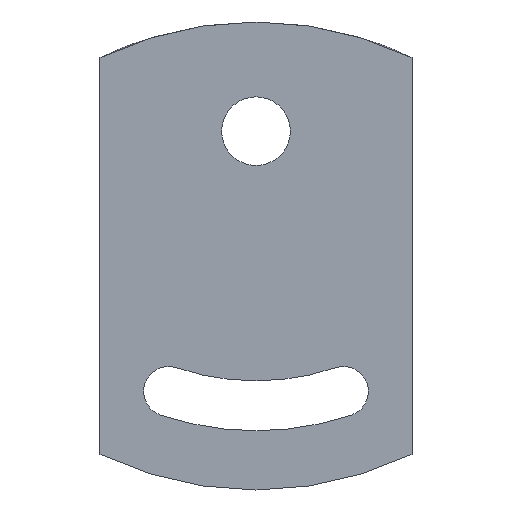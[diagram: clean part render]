
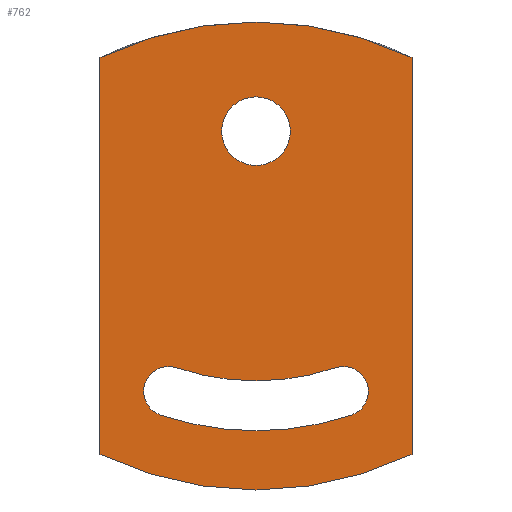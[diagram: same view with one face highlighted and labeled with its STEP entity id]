
A CAD part, front view. The second image highlights one B-rep face of the part: STEP entity #762.
In plain terms, the highlighted planar face has unit normal (0, -1, 0).
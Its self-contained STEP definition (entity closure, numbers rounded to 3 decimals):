
#15 = CARTESIAN_POINT ( 'NONE',  ( 0., 0., -80. ) ) ;
#19 = CARTESIAN_POINT ( 'NONE',  ( 25.455, 0., -75.842 ) ) ;
#30 = DIRECTION ( 'NONE',  ( 0., 0., 1. ) ) ;
#36 = ORIENTED_EDGE ( 'NONE', *, *, #811, .T. ) ;
#38 = CARTESIAN_POINT ( 'NONE',  ( 0., 0., 0. ) ) ;
#53 = VERTEX_POINT ( 'NONE', #777 ) ;
#61 = PLANE ( 'NONE',  #502 ) ;
#65 = DIRECTION ( 'NONE',  ( 0., 0., 1. ) ) ;
#76 = CIRCLE ( 'NONE', #613, 96. ) ;
#96 = ORIENTED_EDGE ( 'NONE', *, *, #934, .T. ) ;
#122 = DIRECTION ( 'NONE',  ( 0., 0., 1. ) ) ;
#134 = AXIS2_PLACEMENT_3D ( 'NONE', #923, #260, #775 ) ;
#137 = CARTESIAN_POINT ( 'NONE',  ( -30.545, 0., -91.011 ) ) ;
#144 = DIRECTION ( 'NONE',  ( 0., 0., 1. ) ) ;
#153 = AXIS2_PLACEMENT_3D ( 'NONE', #182, #473, #748 ) ;
#154 = EDGE_CURVE ( 'NONE', #228, #334, #405, .T. ) ;
#163 = DIRECTION ( 'NONE',  ( 0., -1., 0. ) ) ;
#164 = EDGE_CURVE ( 'NONE', #53, #213, #420, .T. ) ;
#182 = CARTESIAN_POINT ( 'NONE',  ( 28., 0., -83.427 ) ) ;
#190 = CIRCLE ( 'NONE', #729, 8. ) ;
#191 = CARTESIAN_POINT ( 'NONE',  ( 0., 0., -80. ) ) ;
#196 = DIRECTION ( 'NONE',  ( 0., 0., 1. ) ) ;
#211 = DIRECTION ( 'NONE',  ( 0., 1., 0. ) ) ;
#213 = VERTEX_POINT ( 'NONE', #600 ) ;
#218 = DIRECTION ( 'NONE',  ( 0., 0., 1. ) ) ;
#220 = DIRECTION ( 'NONE',  ( 0., 1., 0. ) ) ;
#221 = AXIS2_PLACEMENT_3D ( 'NONE', #580, #347, #289 ) ;
#228 = VERTEX_POINT ( 'NONE', #15 ) ;
#238 = VERTEX_POINT ( 'NONE', #19 ) ;
#253 = CIRCLE ( 'NONE', #383, 11. ) ;
#254 = ORIENTED_EDGE ( 'NONE', *, *, #154, .F. ) ;
#259 = DIRECTION ( 'NONE',  ( 0., -1., 0. ) ) ;
#260 = DIRECTION ( 'NONE',  ( 0., 1., 0. ) ) ;
#272 = DIRECTION ( 'NONE',  ( 0., 1., 0. ) ) ;
#276 = FACE_BOUND ( 'NONE', #407, .T. ) ;
#284 = CIRCLE ( 'NONE', #595, 115. ) ;
#289 = DIRECTION ( 'NONE',  ( 0., 0., 1. ) ) ;
#290 = CARTESIAN_POINT ( 'NONE',  ( 50., 0., 0. ) ) ;
#299 = EDGE_CURVE ( 'NONE', #213, #821, #878, .T. ) ;
#311 = VECTOR ( 'NONE', #218, 1000. ) ;
#324 = ORIENTED_EDGE ( 'NONE', *, *, #603, .T. ) ;
#334 = VERTEX_POINT ( 'NONE', #495 ) ;
#346 = EDGE_LOOP ( 'NONE', ( #753, #36, #848, #96, #926 ) ) ;
#347 = DIRECTION ( 'NONE',  ( 0., 1., 0. ) ) ;
#363 = EDGE_CURVE ( 'NONE', #238, #228, #543, .T. ) ;
#369 = CARTESIAN_POINT ( 'NONE',  ( 30.545, 0., -91.011 ) ) ;
#373 = CARTESIAN_POINT ( 'NONE',  ( 0., 0., 0. ) ) ;
#383 = AXIS2_PLACEMENT_3D ( 'NONE', #409, #922, #196 ) ;
#401 = ORIENTED_EDGE ( 'NONE', *, *, #721, .T. ) ;
#405 = CIRCLE ( 'NONE', #221, 80. ) ;
#407 = EDGE_LOOP ( 'NONE', ( #324, #254, #660, #742, #702, #875 ) ) ;
#409 = CARTESIAN_POINT ( 'NONE',  ( 0., 0., 0. ) ) ;
#420 = LINE ( 'NONE', #872, #311 ) ;
#443 = CARTESIAN_POINT ( 'NONE',  ( 0., 0., 0. ) ) ;
#455 = AXIS2_PLACEMENT_3D ( 'NONE', #577, #220, #144 ) ;
#469 = EDGE_CURVE ( 'NONE', #676, #541, #833, .T. ) ;
#473 = DIRECTION ( 'NONE',  ( 0., 1., 0. ) ) ;
#478 = CARTESIAN_POINT ( 'NONE',  ( 0., 0., -96. ) ) ;
#495 = CARTESIAN_POINT ( 'NONE',  ( -25.455, 0., -75.842 ) ) ;
#498 = AXIS2_PLACEMENT_3D ( 'NONE', #191, #272, #122 ) ;
#502 = AXIS2_PLACEMENT_3D ( 'NONE', #788, #568, #859 ) ;
#521 = DIRECTION ( 'NONE',  ( 0., 0., 1. ) ) ;
#531 = DIRECTION ( 'NONE',  ( 0., 1., 0. ) ) ;
#534 = AXIS2_PLACEMENT_3D ( 'NONE', #443, #163, #521 ) ;
#539 = CARTESIAN_POINT ( 'NONE',  ( 0., 0., -11. ) ) ;
#541 = VERTEX_POINT ( 'NONE', #539 ) ;
#543 = CIRCLE ( 'NONE', #134, 80. ) ;
#552 = DIRECTION ( 'NONE',  ( 0., 0., 1. ) ) ;
#559 = CIRCLE ( 'NONE', #153, 8. ) ;
#568 = DIRECTION ( 'NONE',  ( 0., 1., 0. ) ) ;
#577 = CARTESIAN_POINT ( 'NONE',  ( 0., 0., 0. ) ) ;
#580 = CARTESIAN_POINT ( 'NONE',  ( 0., 0., 0. ) ) ;
#590 = CARTESIAN_POINT ( 'NONE',  ( 0., 0., -115. ) ) ;
#595 = AXIS2_PLACEMENT_3D ( 'NONE', #918, #259, #552 ) ;
#600 = CARTESIAN_POINT ( 'NONE',  ( -50., 0., 23.562 ) ) ;
#603 = EDGE_CURVE ( 'NONE', #747, #334, #190, .T. ) ;
#613 = AXIS2_PLACEMENT_3D ( 'NONE', #373, #211, #719 ) ;
#622 = DIRECTION ( 'NONE',  ( 0., 1., 0. ) ) ;
#634 = FACE_OUTER_BOUND ( 'NONE', #346, .T. ) ;
#643 = EDGE_CURVE ( 'NONE', #757, #747, #657, .T. ) ;
#644 = VERTEX_POINT ( 'NONE', #837 ) ;
#650 = EDGE_CURVE ( 'NONE', #238, #917, #559, .T. ) ;
#657 = CIRCLE ( 'NONE', #767, 96. ) ;
#660 = ORIENTED_EDGE ( 'NONE', *, *, #363, .F. ) ;
#663 = LINE ( 'NONE', #290, #834 ) ;
#676 = VERTEX_POINT ( 'NONE', #710 ) ;
#702 = ORIENTED_EDGE ( 'NONE', *, *, #845, .T. ) ;
#710 = CARTESIAN_POINT ( 'NONE',  ( 0., 0., 11. ) ) ;
#719 = DIRECTION ( 'NONE',  ( 0., 0., 1. ) ) ;
#721 = EDGE_CURVE ( 'NONE', #541, #676, #253, .T. ) ;
#726 = ORIENTED_EDGE ( 'NONE', *, *, #469, .T. ) ;
#729 = AXIS2_PLACEMENT_3D ( 'NONE', #823, #531, #760 ) ;
#735 = CARTESIAN_POINT ( 'NONE',  ( 50., 0., 23.562 ) ) ;
#742 = ORIENTED_EDGE ( 'NONE', *, *, #650, .T. ) ;
#747 = VERTEX_POINT ( 'NONE', #137 ) ;
#748 = DIRECTION ( 'NONE',  ( 0., 0., 1. ) ) ;
#753 = ORIENTED_EDGE ( 'NONE', *, *, #164, .F. ) ;
#757 = VERTEX_POINT ( 'NONE', #478 ) ;
#760 = DIRECTION ( 'NONE',  ( 0., 0., 1. ) ) ;
#762 = ADVANCED_FACE ( 'NONE', ( #634, #276, #779 ), #61, .F. ) ;
#767 = AXIS2_PLACEMENT_3D ( 'NONE', #38, #622, #30 ) ;
#768 = CIRCLE ( 'NONE', #534, 115. ) ;
#775 = DIRECTION ( 'NONE',  ( 0., 0., 1. ) ) ;
#777 = CARTESIAN_POINT ( 'NONE',  ( -50., 0., -103.562 ) ) ;
#779 = FACE_BOUND ( 'NONE', #828, .T. ) ;
#788 = CARTESIAN_POINT ( 'NONE',  ( 0., 0., 0. ) ) ;
#811 = EDGE_CURVE ( 'NONE', #53, #815, #284, .T. ) ;
#815 = VERTEX_POINT ( 'NONE', #590 ) ;
#819 = EDGE_CURVE ( 'NONE', #815, #644, #768, .T. ) ;
#821 = VERTEX_POINT ( 'NONE', #735 ) ;
#823 = CARTESIAN_POINT ( 'NONE',  ( -28., 0., -83.427 ) ) ;
#828 = EDGE_LOOP ( 'NONE', ( #401, #726 ) ) ;
#833 = CIRCLE ( 'NONE', #455, 11. ) ;
#834 = VECTOR ( 'NONE', #65, 1000. ) ;
#837 = CARTESIAN_POINT ( 'NONE',  ( 50., 0., -103.562 ) ) ;
#845 = EDGE_CURVE ( 'NONE', #917, #757, #76, .T. ) ;
#848 = ORIENTED_EDGE ( 'NONE', *, *, #819, .T. ) ;
#859 = DIRECTION ( 'NONE',  ( 0., 0., 1. ) ) ;
#872 = CARTESIAN_POINT ( 'NONE',  ( -50., 0., 0. ) ) ;
#875 = ORIENTED_EDGE ( 'NONE', *, *, #643, .T. ) ;
#878 = CIRCLE ( 'NONE', #498, 115. ) ;
#917 = VERTEX_POINT ( 'NONE', #369 ) ;
#918 = CARTESIAN_POINT ( 'NONE',  ( 0., 0., 0. ) ) ;
#922 = DIRECTION ( 'NONE',  ( 0., 1., 0. ) ) ;
#923 = CARTESIAN_POINT ( 'NONE',  ( 0., 0., 0. ) ) ;
#926 = ORIENTED_EDGE ( 'NONE', *, *, #299, .F. ) ;
#934 = EDGE_CURVE ( 'NONE', #644, #821, #663, .T. ) ;
